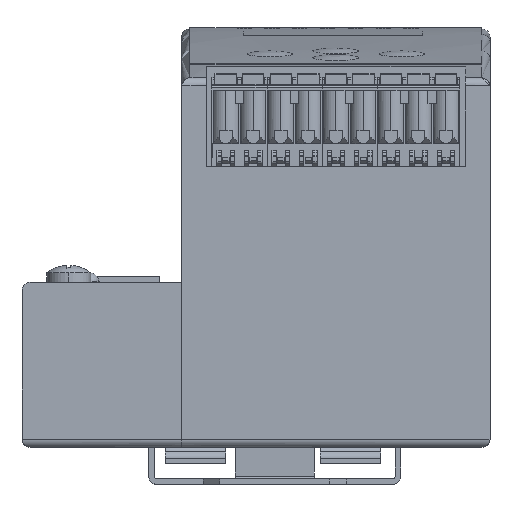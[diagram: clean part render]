
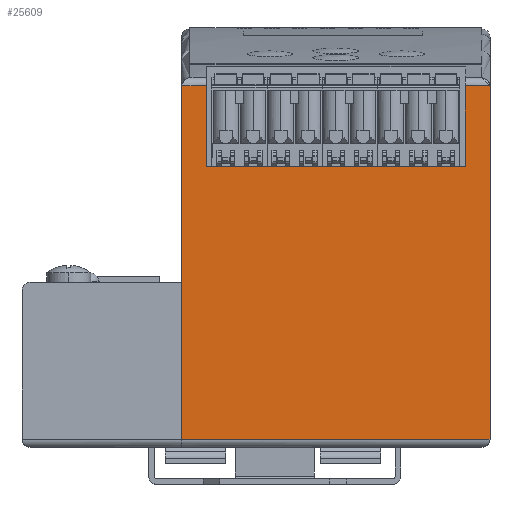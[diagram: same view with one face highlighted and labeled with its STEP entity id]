
A CAD part, front view. The second image highlights one B-rep face of the part: STEP entity #25609.
In plain terms, the highlighted planar face has unit normal (0, -1, 0).
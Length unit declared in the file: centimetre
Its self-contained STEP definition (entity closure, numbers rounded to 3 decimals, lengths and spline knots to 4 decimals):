
#1227=PLANE('',#32529);
#2168=B_SPLINE_CURVE_WITH_KNOTS('',3,(#34383,#34384,#34385,#34386,#34387,
#34388,#34389,#34390,#34391,#34392,#34393,#34394,#34395,#34396,#34397,#34398,
#34399,#34400,#34401,#34402,#34403,#34404,#34405,#34406,#34407,#34408,#34409,
#34410,#34411,#34412,#34413,#34414,#34415,#34416),.UNSPECIFIED.,.T.,.U.,
(4,2,2,2,2,2,2,2,2,2,2,2,2,2,2,2,4),(0.,0.0553,0.111,
0.167,0.2234,0.2798,0.3358,
0.3915,0.4468,0.5022,0.5578,
0.6139,0.6702,0.7266,0.7827,
0.8383,0.8937),.UNSPECIFIED.);
#2171=B_SPLINE_CURVE_WITH_KNOTS('',3,(#34461,#34462,#34463,#34464,#34465,
#34466,#34467,#34468,#34469,#34470,#34471,#34472,#34473,#34474,#34475,#34476,
#34477,#34478,#34479,#34480,#34481,#34482,#34483,#34484,#34485,#34486,#34487,
#34488,#34489,#34490,#34491,#34492,#34493,#34494),.UNSPECIFIED.,.T.,.U.,
(4,2,2,2,2,2,2,2,2,2,2,2,2,2,2,2,4),(0.,0.0553,0.111,
0.167,0.2234,0.2798,0.3358,0.3915,
0.4468,0.5022,0.5578,0.6139,
0.6702,0.7266,0.7827,0.8383,0.8937),
 .UNSPECIFIED.);
#2503=VECTOR('',#27056,1.);
#2506=VECTOR('',#27065,1.);
#2511=VECTOR('',#27083,1.);
#2514=VECTOR('',#27089,1.);
#2518=VECTOR('',#27098,1.);
#2519=VECTOR('',#27099,1.);
#2520=VECTOR('',#27100,1.);
#2521=VECTOR('',#27101,1.);
#5194=LINE('',#34435,#2503);
#5197=LINE('',#34443,#2506);
#5202=LINE('',#34508,#2511);
#5205=LINE('',#34513,#2514);
#5209=LINE('',#34524,#2518);
#5210=LINE('',#34525,#2519);
#5211=LINE('',#34526,#2520);
#5212=LINE('',#34528,#2521);
#8138=VERTEX_POINT('',#34382);
#8139=VERTEX_POINT('',#34417);
#8140=VERTEX_POINT('',#34432);
#8143=VERTEX_POINT('',#34442);
#8144=VERTEX_POINT('',#34444);
#8146=VERTEX_POINT('',#34495);
#8147=VERTEX_POINT('',#34502);
#8150=VERTEX_POINT('',#34507);
#8151=VERTEX_POINT('',#34514);
#8154=VERTEX_POINT('',#34527);
#11171=EDGE_CURVE('',#8138,#8139,#2168,.T.);
#11175=EDGE_CURVE('',#8139,#8140,#5194,.T.);
#11179=EDGE_CURVE('',#8143,#8144,#5197,.T.);
#11183=EDGE_CURVE('',#8144,#8146,#2171,.T.);
#11190=EDGE_CURVE('',#8150,#8147,#5202,.T.);
#11193=EDGE_CURVE('',#8151,#8140,#5205,.T.);
#11199=EDGE_CURVE('',#8138,#8147,#5209,.T.);
#11200=EDGE_CURVE('',#8150,#8146,#5210,.T.);
#11201=EDGE_CURVE('',#8143,#8154,#5211,.T.);
#11202=EDGE_CURVE('',#8154,#8151,#5212,.T.);
#14998=ORIENTED_EDGE('',*,*,#11175,.F.);
#14999=ORIENTED_EDGE('',*,*,#11171,.F.);
#15000=ORIENTED_EDGE('',*,*,#11199,.T.);
#15001=ORIENTED_EDGE('',*,*,#11190,.F.);
#15002=ORIENTED_EDGE('',*,*,#11200,.T.);
#15003=ORIENTED_EDGE('',*,*,#11183,.F.);
#15004=ORIENTED_EDGE('',*,*,#11179,.F.);
#15005=ORIENTED_EDGE('',*,*,#11201,.T.);
#15006=ORIENTED_EDGE('',*,*,#11202,.T.);
#15007=ORIENTED_EDGE('',*,*,#11193,.T.);
#22515=EDGE_LOOP('',(#14998,#14999,#15000,#15001,#15002,#15003,#15004,#15005,
#15006,#15007));
#24062=FACE_BOUND('',#22515,.T.);
#25609=ADVANCED_FACE('',(#24062),#1227,.T.);
#27056=DIRECTION('',(1.,0.,0.));
#27065=DIRECTION('',(1.,0.,0.));
#27083=DIRECTION('',(-1.,0.,0.));
#27089=DIRECTION('',(0.,0.,1.));
#27097=DIRECTION('',(0.,-1.,0.));
#27098=DIRECTION('',(0.,0.,-1.));
#27099=DIRECTION('',(0.,0.,1.));
#27100=DIRECTION('',(0.,0.,-1.));
#27101=DIRECTION('',(-1.,0.,0.));
#32529=AXIS2_PLACEMENT_3D('',#34523,#27097,$);
#34382=CARTESIAN_POINT('',(-2.8,-6.05,6.5483));
#34383=CARTESIAN_POINT('',(-2.65,-6.05,6.7));
#34384=CARTESIAN_POINT('',(-2.6316,-6.05,6.7));
#34385=CARTESIAN_POINT('',(-2.6099,-6.05,6.6956));
#34386=CARTESIAN_POINT('',(-2.5757,-6.05,6.6814));
#34387=CARTESIAN_POINT('',(-2.5572,-6.05,6.669));
#34388=CARTESIAN_POINT('',(-2.531,-6.05,6.6425));
#34389=CARTESIAN_POINT('',(-2.5186,-6.05,6.6239));
#34390=CARTESIAN_POINT('',(-2.5044,-6.05,6.5892));
#34391=CARTESIAN_POINT('',(-2.5,-6.05,6.5671));
#34392=CARTESIAN_POINT('',(-2.5,-6.05,6.5295));
#34393=CARTESIAN_POINT('',(-2.5044,-6.05,6.5074));
#34394=CARTESIAN_POINT('',(-2.5186,-6.05,6.4727));
#34395=CARTESIAN_POINT('',(-2.531,-6.05,6.454));
#34396=CARTESIAN_POINT('',(-2.5572,-6.05,6.4276));
#34397=CARTESIAN_POINT('',(-2.5757,-6.05,6.4152));
#34398=CARTESIAN_POINT('',(-2.6099,-6.05,6.4009));
#34399=CARTESIAN_POINT('',(-2.6316,-6.05,6.3966));
#34400=CARTESIAN_POINT('',(-2.6684,-6.05,6.3966));
#34401=CARTESIAN_POINT('',(-2.6901,-6.05,6.4009));
#34402=CARTESIAN_POINT('',(-2.7243,-6.05,6.4152));
#34403=CARTESIAN_POINT('',(-2.7428,-6.05,6.4276));
#34404=CARTESIAN_POINT('',(-2.769,-6.05,6.454));
#34405=CARTESIAN_POINT('',(-2.7814,-6.05,6.4727));
#34406=CARTESIAN_POINT('',(-2.7956,-6.05,6.5074));
#34407=CARTESIAN_POINT('',(-2.8,-6.05,6.5295));
#34408=CARTESIAN_POINT('',(-2.8,-6.05,6.5671));
#34409=CARTESIAN_POINT('',(-2.7956,-6.05,6.5892));
#34410=CARTESIAN_POINT('',(-2.7814,-6.05,6.6239));
#34411=CARTESIAN_POINT('',(-2.769,-6.05,6.6425));
#34412=CARTESIAN_POINT('',(-2.7428,-6.05,6.669));
#34413=CARTESIAN_POINT('',(-2.7243,-6.05,6.6814));
#34414=CARTESIAN_POINT('',(-2.6901,-6.05,6.6956));
#34415=CARTESIAN_POINT('',(-2.6684,-6.05,6.7));
#34416=CARTESIAN_POINT('',(-2.65,-6.05,6.7));
#34417=CARTESIAN_POINT('',(-2.7983,-6.05,6.5709));
#34432=CARTESIAN_POINT('',(-2.35,-6.05,6.5709));
#34435=CARTESIAN_POINT('',(-2.8,-6.05,6.5709));
#34442=CARTESIAN_POINT('',(2.35,-6.05,6.5709));
#34443=CARTESIAN_POINT('',(-2.8,-6.05,6.5709));
#34444=CARTESIAN_POINT('',(2.7983,-6.05,6.5709));
#34461=CARTESIAN_POINT('',(2.65,-6.05,6.7));
#34462=CARTESIAN_POINT('',(2.6684,-6.05,6.7));
#34463=CARTESIAN_POINT('',(2.6901,-6.05,6.6956));
#34464=CARTESIAN_POINT('',(2.7243,-6.05,6.6814));
#34465=CARTESIAN_POINT('',(2.7428,-6.05,6.669));
#34466=CARTESIAN_POINT('',(2.769,-6.05,6.6425));
#34467=CARTESIAN_POINT('',(2.7814,-6.05,6.6239));
#34468=CARTESIAN_POINT('',(2.7956,-6.05,6.5892));
#34469=CARTESIAN_POINT('',(2.8,-6.05,6.5671));
#34470=CARTESIAN_POINT('',(2.8,-6.05,6.5295));
#34471=CARTESIAN_POINT('',(2.7956,-6.05,6.5074));
#34472=CARTESIAN_POINT('',(2.7814,-6.05,6.4727));
#34473=CARTESIAN_POINT('',(2.769,-6.05,6.454));
#34474=CARTESIAN_POINT('',(2.7428,-6.05,6.4276));
#34475=CARTESIAN_POINT('',(2.7243,-6.05,6.4152));
#34476=CARTESIAN_POINT('',(2.6901,-6.05,6.4009));
#34477=CARTESIAN_POINT('',(2.6684,-6.05,6.3966));
#34478=CARTESIAN_POINT('',(2.6316,-6.05,6.3966));
#34479=CARTESIAN_POINT('',(2.6099,-6.05,6.4009));
#34480=CARTESIAN_POINT('',(2.5757,-6.05,6.4152));
#34481=CARTESIAN_POINT('',(2.5572,-6.05,6.4276));
#34482=CARTESIAN_POINT('',(2.531,-6.05,6.454));
#34483=CARTESIAN_POINT('',(2.5186,-6.05,6.4727));
#34484=CARTESIAN_POINT('',(2.5044,-6.05,6.5074));
#34485=CARTESIAN_POINT('',(2.5,-6.05,6.5295));
#34486=CARTESIAN_POINT('',(2.5,-6.05,6.5671));
#34487=CARTESIAN_POINT('',(2.5044,-6.05,6.5892));
#34488=CARTESIAN_POINT('',(2.5186,-6.05,6.6239));
#34489=CARTESIAN_POINT('',(2.531,-6.05,6.6425));
#34490=CARTESIAN_POINT('',(2.5572,-6.05,6.669));
#34491=CARTESIAN_POINT('',(2.5757,-6.05,6.6814));
#34492=CARTESIAN_POINT('',(2.6099,-6.05,6.6956));
#34493=CARTESIAN_POINT('',(2.6316,-6.05,6.7));
#34494=CARTESIAN_POINT('',(2.65,-6.05,6.7));
#34495=CARTESIAN_POINT('',(2.8,-6.05,6.5483));
#34502=CARTESIAN_POINT('',(-2.8,-6.05,0.15));
#34507=CARTESIAN_POINT('',(2.8,-6.05,0.15));
#34508=CARTESIAN_POINT('',(-2.8,-6.05,0.15));
#34513=CARTESIAN_POINT('',(-2.35,-6.05,6.175));
#34514=CARTESIAN_POINT('',(-2.35,-6.05,5.1));
#34523=CARTESIAN_POINT('',(-2.8,-6.05,3.35));
#34524=CARTESIAN_POINT('',(-2.8,-6.05,6.7));
#34525=CARTESIAN_POINT('',(2.8,-6.05,6.7));
#34526=CARTESIAN_POINT('',(2.35,-6.05,6.175));
#34527=CARTESIAN_POINT('',(2.35,-6.05,5.1));
#34528=CARTESIAN_POINT('',(-1.4,-6.05,5.1));
